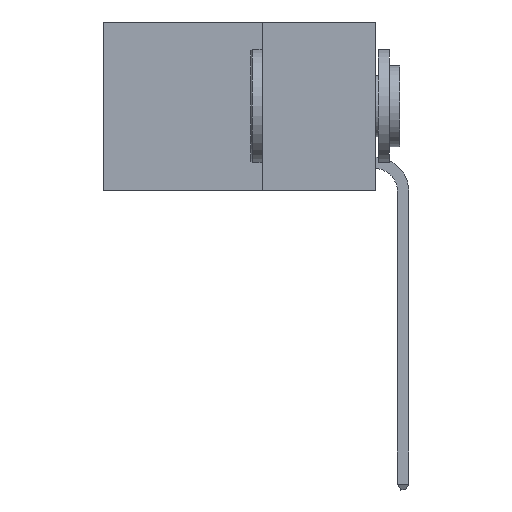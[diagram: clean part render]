
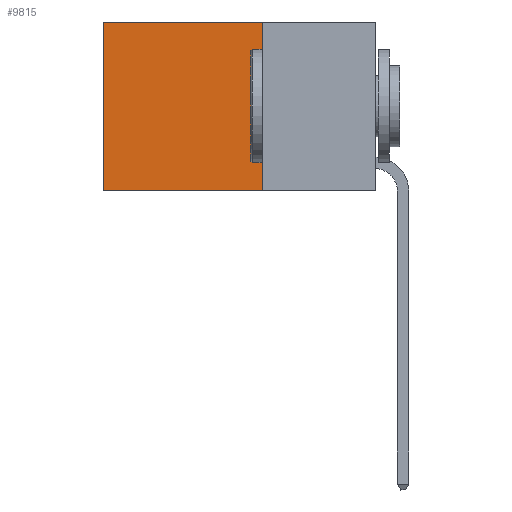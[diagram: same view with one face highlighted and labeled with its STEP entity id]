
A CAD part, left-side view. The second image highlights one B-rep face of the part: STEP entity #9815.
In plain terms, the highlighted planar face has unit normal (-1, 0, 0).
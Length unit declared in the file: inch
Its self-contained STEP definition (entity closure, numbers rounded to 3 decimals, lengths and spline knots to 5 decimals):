
#157 = CARTESIAN_POINT ( 'NONE',  ( 0.2625, 0.6, -0.37 ) ) ;
#181 = CARTESIAN_POINT ( 'NONE',  ( 0.2625, 0.25, 0. ) ) ;
#1392 = LINE ( 'NONE', #8534, #6746 ) ;
#1399 = AXIS2_PLACEMENT_3D ( 'NONE', #7837, #4023, #10810 ) ;
#1432 = CARTESIAN_POINT ( 'NONE',  ( 0.2625, 0.25, -0.37 ) ) ;
#1552 = CARTESIAN_POINT ( 'NONE',  ( 0.2625, 0.6, 0. ) ) ;
#1701 = DIRECTION ( 'NONE',  ( 0., 0., -1. ) ) ;
#1714 = EDGE_CURVE ( 'NONE', #9530, #3172, #9677, .T. ) ;
#1931 = LINE ( 'NONE', #7919, #1961 ) ;
#1961 = VECTOR ( 'NONE', #7899, 39.37008 ) ;
#3172 = VERTEX_POINT ( 'NONE', #157 ) ;
#3442 = CARTESIAN_POINT ( 'NONE',  ( 0.2625, 0.25, 0. ) ) ;
#3619 = EDGE_CURVE ( 'NONE', #8701, #8458, #1931, .T. ) ;
#3865 = VECTOR ( 'NONE', #6467, 39.37008 ) ;
#4023 = DIRECTION ( 'NONE',  ( 1., 0., 0. ) ) ;
#4204 = LINE ( 'NONE', #3442, #3865 ) ;
#5758 = DIRECTION ( 'NONE',  ( 0., 1., 0. ) ) ;
#6467 = DIRECTION ( 'NONE',  ( 0., 1., 0. ) ) ;
#6746 = VECTOR ( 'NONE', #5758, 39.37008 ) ;
#7837 = CARTESIAN_POINT ( 'NONE',  ( 0.2625, 0.25, 0. ) ) ;
#7851 = ORIENTED_EDGE ( 'NONE', *, *, #1714, .T. ) ;
#7899 = DIRECTION ( 'NONE',  ( 0., 0., -1. ) ) ;
#7919 = CARTESIAN_POINT ( 'NONE',  ( 0.2625, 0.25, 0. ) ) ;
#8397 = ORIENTED_EDGE ( 'NONE', *, *, #11996, .F. ) ;
#8458 = VERTEX_POINT ( 'NONE', #1432 ) ;
#8534 = CARTESIAN_POINT ( 'NONE',  ( 0.2625, 0.25, -0.37 ) ) ;
#8612 = VECTOR ( 'NONE', #1701, 39.37008 ) ;
#8701 = VERTEX_POINT ( 'NONE', #181 ) ;
#8939 = EDGE_LOOP ( 'NONE', ( #7851, #8397, #12067, #12299 ) ) ;
#9530 = VERTEX_POINT ( 'NONE', #10336 ) ;
#9677 = LINE ( 'NONE', #1552, #8612 ) ;
#9815 = ADVANCED_FACE ( 'NONE', ( #12192 ), #12632, .F. ) ;
#10336 = CARTESIAN_POINT ( 'NONE',  ( 0.2625, 0.6, 0. ) ) ;
#10755 = EDGE_CURVE ( 'NONE', #8701, #9530, #4204, .T. ) ;
#10810 = DIRECTION ( 'NONE',  ( 0., 0., -1. ) ) ;
#11996 = EDGE_CURVE ( 'NONE', #8458, #3172, #1392, .T. ) ;
#12067 = ORIENTED_EDGE ( 'NONE', *, *, #3619, .F. ) ;
#12192 = FACE_OUTER_BOUND ( 'NONE', #8939, .T. ) ;
#12299 = ORIENTED_EDGE ( 'NONE', *, *, #10755, .T. ) ;
#12632 = PLANE ( 'NONE',  #1399 ) ;
